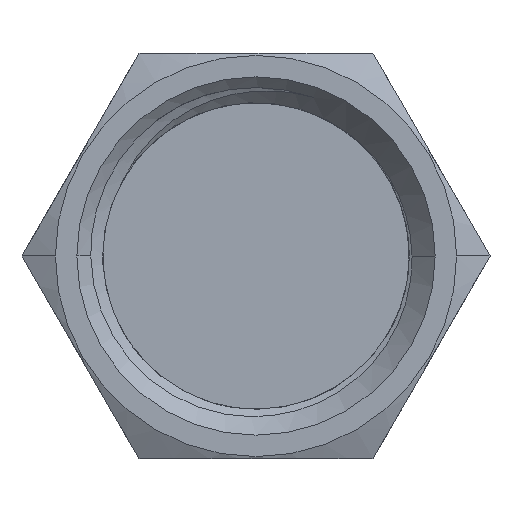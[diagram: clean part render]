
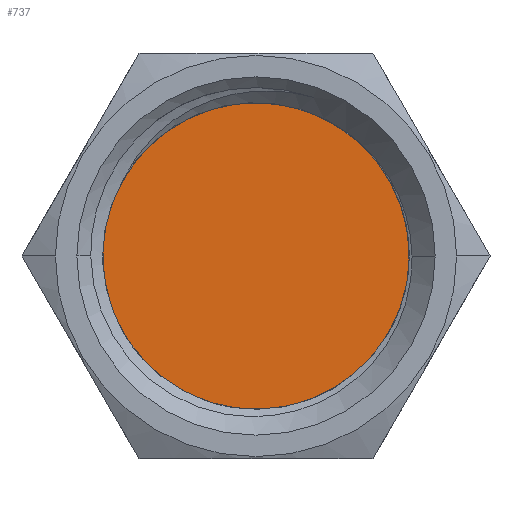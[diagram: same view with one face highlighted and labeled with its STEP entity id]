
A CAD part, left-side view. The second image highlights one B-rep face of the part: STEP entity #737.
In plain terms, the highlighted face is planar.
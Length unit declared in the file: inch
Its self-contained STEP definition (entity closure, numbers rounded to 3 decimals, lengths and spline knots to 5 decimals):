
#167 = CARTESIAN_POINT ( 'NONE',  ( 0., -0.0625, 0. ) ) ;
#724 = DIRECTION ( 'NONE',  ( 0., 1., 0. ) ) ;
#737 = ADVANCED_FACE ( 'NONE', ( #3044 ), #1895, .F. ) ;
#818 = ORIENTED_EDGE ( 'NONE', *, *, #5655, .F. ) ;
#991 = DIRECTION ( 'NONE',  ( 0., 1., 0. ) ) ;
#1007 = DIRECTION ( 'NONE',  ( 0., 0., 1. ) ) ;
#1310 = CIRCLE ( 'NONE', #3008, 0.37875 ) ;
#1462 = CARTESIAN_POINT ( 'NONE',  ( 0., -0.0625, 0.37875 ) ) ;
#1895 = PLANE ( 'NONE',  #4832 ) ;
#2336 = EDGE_LOOP ( 'NONE', ( #818, #4619 ) ) ;
#2540 = CARTESIAN_POINT ( 'NONE',  ( 0., -0.0625, 0. ) ) ;
#2870 = DIRECTION ( 'NONE',  ( 0., 0., 1. ) ) ;
#2889 = CARTESIAN_POINT ( 'NONE',  ( 0., -0.0625, 0. ) ) ;
#2984 = DIRECTION ( 'NONE',  ( 0., 0., 1. ) ) ;
#3008 = AXIS2_PLACEMENT_3D ( 'NONE', #2889, #724, #2870 ) ;
#3044 = FACE_OUTER_BOUND ( 'NONE', #2336, .T. ) ;
#3489 = AXIS2_PLACEMENT_3D ( 'NONE', #2540, #4763, #2984 ) ;
#3542 = CARTESIAN_POINT ( 'NONE',  ( 0., -0.0625, -0.37875 ) ) ;
#4083 = CIRCLE ( 'NONE', #3489, 0.37875 ) ;
#4237 = VERTEX_POINT ( 'NONE', #1462 ) ;
#4421 = VERTEX_POINT ( 'NONE', #3542 ) ;
#4619 = ORIENTED_EDGE ( 'NONE', *, *, #5368, .F. ) ;
#4763 = DIRECTION ( 'NONE',  ( 0., 1., 0. ) ) ;
#4832 = AXIS2_PLACEMENT_3D ( 'NONE', #167, #991, #1007 ) ;
#5368 = EDGE_CURVE ( 'NONE', #4237, #4421, #1310, .T. ) ;
#5655 = EDGE_CURVE ( 'NONE', #4421, #4237, #4083, .T. ) ;
